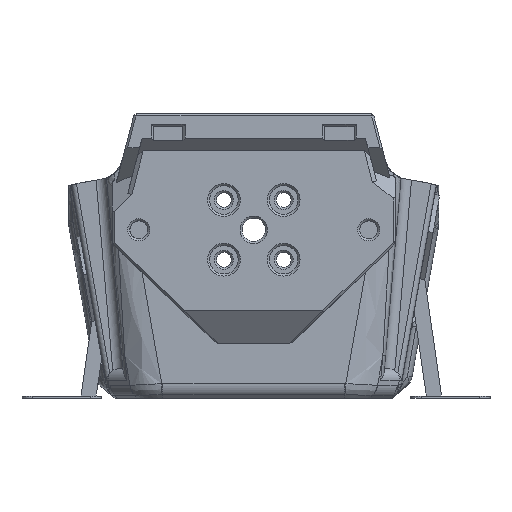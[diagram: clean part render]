
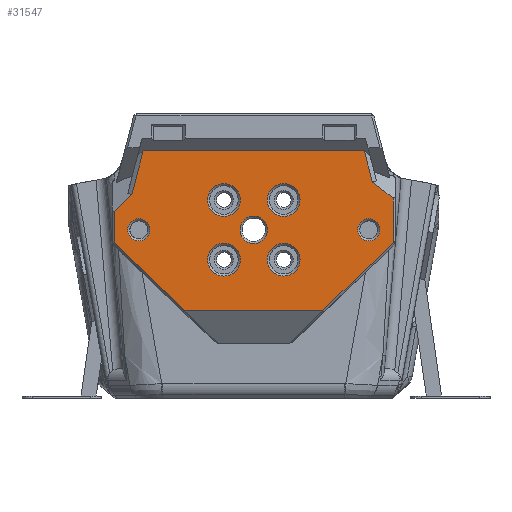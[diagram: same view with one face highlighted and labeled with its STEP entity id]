
A CAD part, front view. The second image highlights one B-rep face of the part: STEP entity #31547.
In plain terms, the highlighted planar face has unit normal (0, -1, 0).
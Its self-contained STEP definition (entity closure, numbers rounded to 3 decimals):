
#2475=CIRCLE('',#34056,2.1);
#2476=CIRCLE('',#34057,2.1);
#2477=CIRCLE('',#34058,2.6);
#2478=CIRCLE('',#34059,3.1);
#2479=CIRCLE('',#34060,3.1);
#2480=CIRCLE('',#34061,3.1);
#2481=CIRCLE('',#34062,3.1);
#8889=ORIENTED_EDGE('',*,*,#12511,.F.);
#8890=ORIENTED_EDGE('',*,*,#15322,.T.);
#8891=ORIENTED_EDGE('',*,*,#15323,.T.);
#8892=ORIENTED_EDGE('',*,*,#15324,.T.);
#8893=ORIENTED_EDGE('',*,*,#15325,.T.);
#8894=ORIENTED_EDGE('',*,*,#15326,.T.);
#8895=ORIENTED_EDGE('',*,*,#15327,.T.);
#8896=ORIENTED_EDGE('',*,*,#15328,.T.);
#8897=ORIENTED_EDGE('',*,*,#12520,.F.);
#8898=ORIENTED_EDGE('',*,*,#15329,.T.);
#8899=ORIENTED_EDGE('',*,*,#15330,.T.);
#8900=ORIENTED_EDGE('',*,*,#15331,.T.);
#8901=ORIENTED_EDGE('',*,*,#15332,.T.);
#8902=ORIENTED_EDGE('',*,*,#15333,.F.);
#8903=ORIENTED_EDGE('',*,*,#15334,.F.);
#8904=ORIENTED_EDGE('',*,*,#15335,.T.);
#8905=ORIENTED_EDGE('',*,*,#15336,.T.);
#12511=EDGE_CURVE('',#17139,#17140,#20048,.F.);
#12520=EDGE_CURVE('',#17148,#17149,#20057,.F.);
#15322=EDGE_CURVE('',#17139,#18903,#21652,.T.);
#15323=EDGE_CURVE('',#18903,#18904,#21653,.F.);
#15324=EDGE_CURVE('',#18904,#18905,#21654,.T.);
#15325=EDGE_CURVE('',#18905,#18906,#21655,.T.);
#15326=EDGE_CURVE('',#18906,#18907,#21656,.T.);
#15327=EDGE_CURVE('',#18907,#18908,#21657,.T.);
#15328=EDGE_CURVE('',#18908,#17149,#21658,.T.);
#15329=EDGE_CURVE('',#17148,#17140,#21659,.T.);
#15330=EDGE_CURVE('',#18909,#18909,#2475,.F.);
#15331=EDGE_CURVE('',#18910,#18910,#2476,.F.);
#15332=EDGE_CURVE('',#18911,#18911,#2477,.F.);
#15333=EDGE_CURVE('',#18912,#18912,#2478,.F.);
#15334=EDGE_CURVE('',#18913,#18913,#2479,.F.);
#15335=EDGE_CURVE('',#18914,#18914,#2480,.F.);
#15336=EDGE_CURVE('',#18915,#18915,#2481,.F.);
#17139=VERTEX_POINT('',#44233);
#17140=VERTEX_POINT('',#44235);
#17148=VERTEX_POINT('',#44252);
#17149=VERTEX_POINT('',#44254);
#18903=VERTEX_POINT('',#56663);
#18904=VERTEX_POINT('',#56665);
#18905=VERTEX_POINT('',#56667);
#18906=VERTEX_POINT('',#56669);
#18907=VERTEX_POINT('',#56671);
#18908=VERTEX_POINT('',#56673);
#18909=VERTEX_POINT('',#56677);
#18910=VERTEX_POINT('',#56679);
#18911=VERTEX_POINT('',#56681);
#18912=VERTEX_POINT('',#56683);
#18913=VERTEX_POINT('',#56685);
#18914=VERTEX_POINT('',#56687);
#18915=VERTEX_POINT('',#56689);
#20048=LINE('',#44234,#22912);
#20057=LINE('',#44253,#22921);
#21652=LINE('',#56662,#24516);
#21653=LINE('',#56664,#24517);
#21654=LINE('',#56666,#24518);
#21655=LINE('',#56668,#24519);
#21656=LINE('',#56670,#24520);
#21657=LINE('',#56672,#24521);
#21658=LINE('',#56674,#24522);
#21659=LINE('',#56675,#24523);
#22912=VECTOR('',#35499,1000.);
#22921=VECTOR('',#35510,1000.);
#24516=VECTOR('',#40139,1000.);
#24517=VECTOR('',#40140,1000.);
#24518=VECTOR('',#40141,1000.);
#24519=VECTOR('',#40142,1000.);
#24520=VECTOR('',#40143,1000.);
#24521=VECTOR('',#40144,1000.);
#24522=VECTOR('',#40145,1000.);
#24523=VECTOR('',#40146,1000.);
#26727=EDGE_LOOP('',(#8889,#8890,#8891,#8892,#8893,#8894,#8895,#8896,#8897,
#8898));
#26728=EDGE_LOOP('',(#8899));
#26729=EDGE_LOOP('',(#8900));
#26730=EDGE_LOOP('',(#8901));
#26731=EDGE_LOOP('',(#8902));
#26732=EDGE_LOOP('',(#8903));
#26733=EDGE_LOOP('',(#8904));
#26734=EDGE_LOOP('',(#8905));
#28659=FACE_BOUND('',#26727,.T.);
#28660=FACE_BOUND('',#26728,.T.);
#28661=FACE_BOUND('',#26729,.T.);
#28662=FACE_BOUND('',#26730,.T.);
#28663=FACE_BOUND('',#26731,.T.);
#28664=FACE_BOUND('',#26732,.T.);
#28665=FACE_BOUND('',#26733,.T.);
#28666=FACE_BOUND('',#26734,.T.);
#29946=PLANE('',#34055);
#31547=ADVANCED_FACE('',(#28659,#28660,#28661,#28662,#28663,#28664,#28665,
#28666),#29946,.T.);
#34055=AXIS2_PLACEMENT_3D('',#56661,#40137,#40138);
#34056=AXIS2_PLACEMENT_3D('',#56676,#40147,#40148);
#34057=AXIS2_PLACEMENT_3D('',#56678,#40149,#40150);
#34058=AXIS2_PLACEMENT_3D('',#56680,#40151,#40152);
#34059=AXIS2_PLACEMENT_3D('',#56682,#40153,#40154);
#34060=AXIS2_PLACEMENT_3D('',#56684,#40155,#40156);
#34061=AXIS2_PLACEMENT_3D('',#56686,#40157,#40158);
#34062=AXIS2_PLACEMENT_3D('',#56688,#40159,#40160);
#35499=DIRECTION('',(-1.,0.,0.));
#35510=DIRECTION('',(-0.797,0.,0.604));
#40137=DIRECTION('',(0.,-1.,0.));
#40138=DIRECTION('',(1.,0.,0.));
#40139=DIRECTION('',(-0.25,0.,-0.968));
#40140=DIRECTION('',(0.714,0.,0.7));
#40141=DIRECTION('',(0.,0.,-1.));
#40142=DIRECTION('',(0.722,0.,-0.692));
#40143=DIRECTION('',(1.,0.,0.));
#40144=DIRECTION('',(0.722,0.,0.692));
#40145=DIRECTION('',(0.,0.,1.));
#40146=DIRECTION('',(-0.25,0.,0.968));
#40147=DIRECTION('',(0.,-1.,0.));
#40148=DIRECTION('',(1.,0.,0.));
#40149=DIRECTION('',(0.,-1.,0.));
#40150=DIRECTION('',(1.,0.,0.));
#40151=DIRECTION('',(0.,-1.,0.));
#40152=DIRECTION('',(0.,0.,-1.));
#40153=DIRECTION('',(0.,1.,0.));
#40154=DIRECTION('',(0.,0.,-1.));
#40155=DIRECTION('',(0.,1.,0.));
#40156=DIRECTION('',(0.,0.,-1.));
#40157=DIRECTION('',(0.,-1.,0.));
#40158=DIRECTION('',(0.,0.,-1.));
#40159=DIRECTION('',(0.,-1.,0.));
#40160=DIRECTION('',(0.,0.,-1.));
#44233=CARTESIAN_POINT('',(-20.926,-29.1,46.811));
#44234=CARTESIAN_POINT('',(-0.052,-29.1,46.811));
#44235=CARTESIAN_POINT('',(20.926,-29.1,46.811));
#44252=CARTESIAN_POINT('',(22.462,-29.1,40.868));
#44253=CARTESIAN_POINT('',(15.729,-29.1,45.972));
#44254=CARTESIAN_POINT('',(26.393,-29.1,37.888));
#56661=CARTESIAN_POINT('',(0.,-29.1,25.221));
#56662=CARTESIAN_POINT('',(-24.847,-29.1,31.647));
#56663=CARTESIAN_POINT('',(-23.06,-29.1,38.559));
#56664=CARTESIAN_POINT('',(-17.965,-29.1,43.552));
#56665=CARTESIAN_POINT('',(-26.393,-29.1,35.292));
#56666=CARTESIAN_POINT('',(-26.393,-29.1,25.221));
#56667=CARTESIAN_POINT('',(-26.393,-29.1,29.389));
#56668=CARTESIAN_POINT('',(-10.556,-29.1,14.208));
#56669=CARTESIAN_POINT('',(-13.09,-29.1,16.638));
#56670=CARTESIAN_POINT('',(-2.754,-29.1,16.638));
#56671=CARTESIAN_POINT('',(13.09,-29.1,16.638));
#56672=CARTESIAN_POINT('',(10.556,-29.1,14.208));
#56673=CARTESIAN_POINT('',(26.393,-29.1,29.389));
#56674=CARTESIAN_POINT('',(26.393,-29.1,25.221));
#56675=CARTESIAN_POINT('',(24.847,-29.1,31.647));
#56676=CARTESIAN_POINT('',(-21.75,-29.1,31.853));
#56677=CARTESIAN_POINT('',(-19.65,-29.1,31.853));
#56678=CARTESIAN_POINT('',(21.75,-29.1,31.853));
#56679=CARTESIAN_POINT('',(23.85,-29.1,31.853));
#56680=CARTESIAN_POINT('',(0.,-29.1,31.85));
#56681=CARTESIAN_POINT('',(0.,-29.1,29.25));
#56682=CARTESIAN_POINT('',(5.657,-29.1,37.507));
#56683=CARTESIAN_POINT('',(5.657,-29.1,34.407));
#56684=CARTESIAN_POINT('',(5.657,-29.1,26.193));
#56685=CARTESIAN_POINT('',(5.657,-29.1,23.093));
#56686=CARTESIAN_POINT('',(-5.657,-29.1,37.507));
#56687=CARTESIAN_POINT('',(-5.657,-29.1,34.407));
#56688=CARTESIAN_POINT('',(-5.657,-29.1,26.193));
#56689=CARTESIAN_POINT('',(-5.657,-29.1,23.093));
